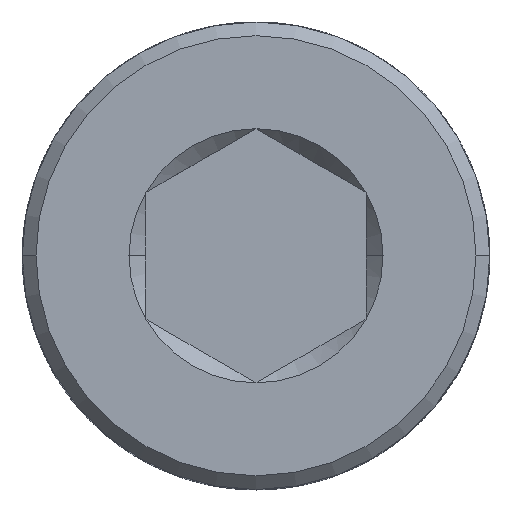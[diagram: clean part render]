
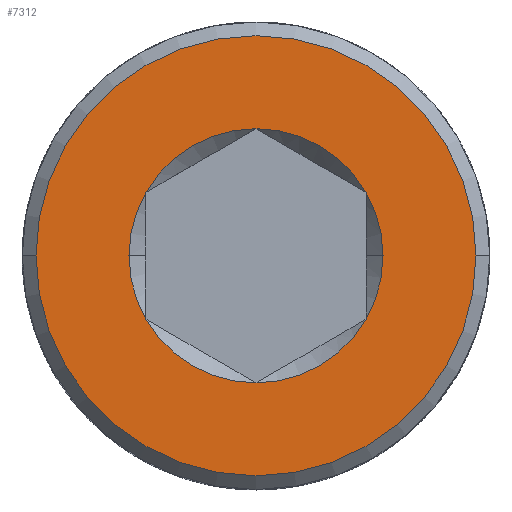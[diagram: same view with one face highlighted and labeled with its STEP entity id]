
A CAD part, top view. The second image highlights one B-rep face of the part: STEP entity #7312.
In plain terms, the highlighted planar face has unit normal (0, 0, 1).
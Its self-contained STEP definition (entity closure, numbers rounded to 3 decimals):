
#3 = DIRECTION ( 'NONE',  ( 0., 0., 1. ) ) ;
#97 = ORIENTED_EDGE ( 'NONE', *, *, #6132, .F. ) ;
#677 = CARTESIAN_POINT ( 'NONE',  ( -4., 0., 6.5 ) ) ;
#736 = EDGE_LOOP ( 'NONE', ( #15014, #12465 ) ) ;
#1792 = AXIS2_PLACEMENT_3D ( 'NONE', #7130, #14405, #12315 ) ;
#1795 = AXIS2_PLACEMENT_3D ( 'NONE', #14788, #9996, #12397 ) ;
#1834 = EDGE_LOOP ( 'NONE', ( #13236, #8191, #14901, #11682, #1900, #15616, #97, #8693 ) ) ;
#1900 = ORIENTED_EDGE ( 'NONE', *, *, #4648, .F. ) ;
#2513 = CIRCLE ( 'NONE', #11452, 2.309 ) ;
#2721 = VERTEX_POINT ( 'NONE', #7279 ) ;
#2756 = EDGE_CURVE ( 'NONE', #14775, #9556, #13702, .T. ) ;
#2785 = CARTESIAN_POINT ( 'NONE',  ( 2., 1.155, 6.5 ) ) ;
#2814 = AXIS2_PLACEMENT_3D ( 'NONE', #11805, #10609, #11157 ) ;
#3232 = CIRCLE ( 'NONE', #9847, 2.309 ) ;
#3261 = CARTESIAN_POINT ( 'NONE',  ( 0., 0., 6.5 ) ) ;
#3375 = DIRECTION ( 'NONE',  ( 1., 0., 0. ) ) ;
#3630 = DIRECTION ( 'NONE',  ( 1., 0., 0. ) ) ;
#3672 = DIRECTION ( 'NONE',  ( 1., 0., 0. ) ) ;
#3799 = VERTEX_POINT ( 'NONE', #4359 ) ;
#4322 = CARTESIAN_POINT ( 'NONE',  ( 0., 0., 6.5 ) ) ;
#4359 = CARTESIAN_POINT ( 'NONE',  ( 4., 0., 6.5 ) ) ;
#4560 = DIRECTION ( 'NONE',  ( 0., 0., 1. ) ) ;
#4648 = EDGE_CURVE ( 'NONE', #7072, #13402, #7924, .T. ) ;
#4748 = CARTESIAN_POINT ( 'NONE',  ( 0., 0., 6.5 ) ) ;
#4869 = EDGE_CURVE ( 'NONE', #13402, #6674, #12511, .T. ) ;
#4876 = DIRECTION ( 'NONE',  ( 1., 0., 0. ) ) ;
#5571 = DIRECTION ( 'NONE',  ( -1., 0., 0. ) ) ;
#5730 = EDGE_CURVE ( 'NONE', #6838, #3799, #6916, .T. ) ;
#5775 = CARTESIAN_POINT ( 'NONE',  ( 0., 0., 6.5 ) ) ;
#6132 = EDGE_CURVE ( 'NONE', #15136, #2721, #9219, .T. ) ;
#6674 = VERTEX_POINT ( 'NONE', #13714 ) ;
#6737 = DIRECTION ( 'NONE',  ( -1., 0., 0. ) ) ;
#6838 = VERTEX_POINT ( 'NONE', #677 ) ;
#6916 = CIRCLE ( 'NONE', #11518, 4. ) ;
#6989 = EDGE_CURVE ( 'NONE', #9556, #15136, #12777, .T. ) ;
#7072 = VERTEX_POINT ( 'NONE', #14958 ) ;
#7130 = CARTESIAN_POINT ( 'NONE',  ( 0., 0., 6.5 ) ) ;
#7269 = CARTESIAN_POINT ( 'NONE',  ( 0., 4., 6.5 ) ) ;
#7279 = CARTESIAN_POINT ( 'NONE',  ( -2.309, 0., 6.5 ) ) ;
#7292 = CIRCLE ( 'NONE', #14430, 4. ) ;
#7312 = ADVANCED_FACE ( 'NONE', ( #14540, #14617 ), #10945, .T. ) ;
#7924 = CIRCLE ( 'NONE', #1795, 2.309 ) ;
#7958 = CARTESIAN_POINT ( 'NONE',  ( -2., 1.155, 6.5 ) ) ;
#7996 = DIRECTION ( 'NONE',  ( 1., 0., 0. ) ) ;
#8191 = ORIENTED_EDGE ( 'NONE', *, *, #15197, .F. ) ;
#8223 = EDGE_CURVE ( 'NONE', #6674, #9693, #2513, .T. ) ;
#8359 = CIRCLE ( 'NONE', #8607, 2.309 ) ;
#8607 = AXIS2_PLACEMENT_3D ( 'NONE', #10197, #8842, #11553 ) ;
#8693 = ORIENTED_EDGE ( 'NONE', *, *, #6989, .F. ) ;
#8842 = DIRECTION ( 'NONE',  ( 0., 0., 1. ) ) ;
#9096 = AXIS2_PLACEMENT_3D ( 'NONE', #15589, #12156, #3375 ) ;
#9197 = DIRECTION ( 'NONE',  ( 0., 0., 1. ) ) ;
#9219 = CIRCLE ( 'NONE', #12534, 2.309 ) ;
#9556 = VERTEX_POINT ( 'NONE', #13647 ) ;
#9693 = VERTEX_POINT ( 'NONE', #15673 ) ;
#9847 = AXIS2_PLACEMENT_3D ( 'NONE', #4748, #14575, #3630 ) ;
#9996 = DIRECTION ( 'NONE',  ( 0., 0., 1. ) ) ;
#10197 = CARTESIAN_POINT ( 'NONE',  ( 0., 0., 6.5 ) ) ;
#10228 = AXIS2_PLACEMENT_3D ( 'NONE', #7269, #3, #4876 ) ;
#10447 = DIRECTION ( 'NONE',  ( 0., 0., -1. ) ) ;
#10586 = CARTESIAN_POINT ( 'NONE',  ( 0., -2.309, 6.5 ) ) ;
#10609 = DIRECTION ( 'NONE',  ( 0., 0., 1. ) ) ;
#10652 = DIRECTION ( 'NONE',  ( 0., 0., -1. ) ) ;
#10945 = PLANE ( 'NONE',  #10228 ) ;
#11157 = DIRECTION ( 'NONE',  ( 1., 0., 0. ) ) ;
#11452 = AXIS2_PLACEMENT_3D ( 'NONE', #4322, #9197, #7996 ) ;
#11518 = AXIS2_PLACEMENT_3D ( 'NONE', #5775, #10652, #6737 ) ;
#11553 = DIRECTION ( 'NONE',  ( 1., 0., 0. ) ) ;
#11682 = ORIENTED_EDGE ( 'NONE', *, *, #4869, .F. ) ;
#11805 = CARTESIAN_POINT ( 'NONE',  ( 0., 0., 6.5 ) ) ;
#12156 = DIRECTION ( 'NONE',  ( 0., 0., 1. ) ) ;
#12219 = CARTESIAN_POINT ( 'NONE',  ( 0., 0., 6.5 ) ) ;
#12315 = DIRECTION ( 'NONE',  ( 1., 0., 0. ) ) ;
#12397 = DIRECTION ( 'NONE',  ( 1., 0., 0. ) ) ;
#12465 = ORIENTED_EDGE ( 'NONE', *, *, #13148, .F. ) ;
#12511 = CIRCLE ( 'NONE', #2814, 2.309 ) ;
#12534 = AXIS2_PLACEMENT_3D ( 'NONE', #12219, #4560, #3672 ) ;
#12777 = CIRCLE ( 'NONE', #1792, 2.309 ) ;
#13148 = EDGE_CURVE ( 'NONE', #3799, #6838, #7292, .T. ) ;
#13236 = ORIENTED_EDGE ( 'NONE', *, *, #2756, .F. ) ;
#13402 = VERTEX_POINT ( 'NONE', #10586 ) ;
#13483 = EDGE_CURVE ( 'NONE', #2721, #7072, #3232, .T. ) ;
#13647 = CARTESIAN_POINT ( 'NONE',  ( 0., 2.309, 6.5 ) ) ;
#13702 = CIRCLE ( 'NONE', #9096, 2.309 ) ;
#13714 = CARTESIAN_POINT ( 'NONE',  ( 2., -1.155, 6.5 ) ) ;
#14405 = DIRECTION ( 'NONE',  ( 0., 0., 1. ) ) ;
#14430 = AXIS2_PLACEMENT_3D ( 'NONE', #3261, #10447, #5571 ) ;
#14540 = FACE_BOUND ( 'NONE', #1834, .T. ) ;
#14575 = DIRECTION ( 'NONE',  ( 0., 0., 1. ) ) ;
#14617 = FACE_OUTER_BOUND ( 'NONE', #736, .T. ) ;
#14775 = VERTEX_POINT ( 'NONE', #2785 ) ;
#14788 = CARTESIAN_POINT ( 'NONE',  ( 0., 0., 6.5 ) ) ;
#14901 = ORIENTED_EDGE ( 'NONE', *, *, #8223, .F. ) ;
#14958 = CARTESIAN_POINT ( 'NONE',  ( -2., -1.155, 6.5 ) ) ;
#15014 = ORIENTED_EDGE ( 'NONE', *, *, #5730, .F. ) ;
#15136 = VERTEX_POINT ( 'NONE', #7958 ) ;
#15197 = EDGE_CURVE ( 'NONE', #9693, #14775, #8359, .T. ) ;
#15589 = CARTESIAN_POINT ( 'NONE',  ( 0., 0., 6.5 ) ) ;
#15616 = ORIENTED_EDGE ( 'NONE', *, *, #13483, .F. ) ;
#15673 = CARTESIAN_POINT ( 'NONE',  ( 2.309, 0., 6.5 ) ) ;
